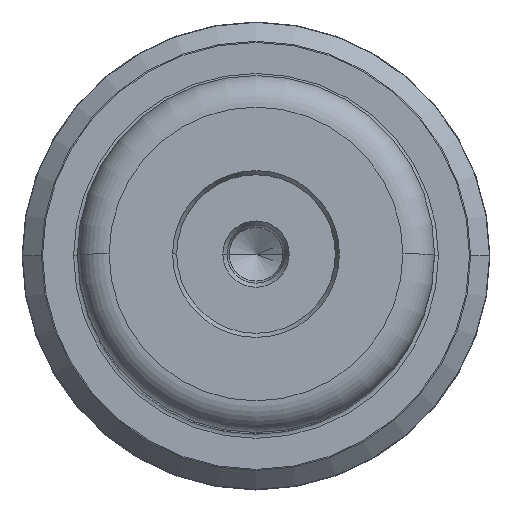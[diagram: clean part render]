
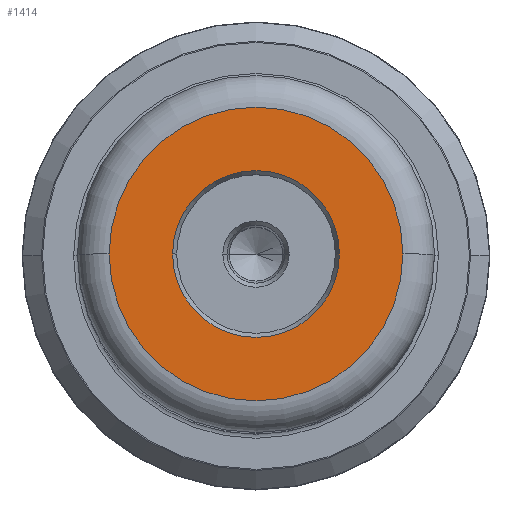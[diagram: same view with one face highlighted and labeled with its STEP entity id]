
A CAD part, top view. The second image highlights one B-rep face of the part: STEP entity #1414.
In plain terms, the highlighted planar face has unit normal (0, 0, 1).
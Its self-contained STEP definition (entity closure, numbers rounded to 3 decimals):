
#131 = DIRECTION ( 'NONE',  ( 1., 0., 0. ) ) ;
#156 = AXIS2_PLACEMENT_3D ( 'NONE', #1113, #3005, #131 ) ;
#309 = DIRECTION ( 'NONE',  ( 0., 0., -1. ) ) ;
#368 = AXIS2_PLACEMENT_3D ( 'NONE', #1237, #309, #2830 ) ;
#373 = AXIS2_PLACEMENT_3D ( 'NONE', #1653, #2859, #2537 ) ;
#444 = VERTEX_POINT ( 'NONE', #3487 ) ;
#468 = FACE_OUTER_BOUND ( 'NONE', #3782, .T. ) ;
#502 = ORIENTED_EDGE ( 'NONE', *, *, #3611, .T. ) ;
#551 = DIRECTION ( 'NONE',  ( 0., 0., -1. ) ) ;
#790 = ORIENTED_EDGE ( 'NONE', *, *, #3625, .T. ) ;
#1025 = CARTESIAN_POINT ( 'NONE',  ( -10.521, 0., 182. ) ) ;
#1113 = CARTESIAN_POINT ( 'NONE',  ( 0., 0., 182. ) ) ;
#1237 = CARTESIAN_POINT ( 'NONE',  ( 0., 0., 182. ) ) ;
#1404 = VERTEX_POINT ( 'NONE', #2337 ) ;
#1414 = ADVANCED_FACE ( 'NONE', ( #3939, #468 ), #2926, .T. ) ;
#1470 = ORIENTED_EDGE ( 'NONE', *, *, #3403, .T. ) ;
#1544 = CARTESIAN_POINT ( 'NONE',  ( 0., 0., 182. ) ) ;
#1653 = CARTESIAN_POINT ( 'NONE',  ( 0., 0., 182. ) ) ;
#1810 = CIRCLE ( 'NONE', #368, 10.521 ) ;
#1945 = AXIS2_PLACEMENT_3D ( 'NONE', #3985, #551, #3070 ) ;
#2109 = VERTEX_POINT ( 'NONE', #1025 ) ;
#2337 = CARTESIAN_POINT ( 'NONE',  ( 18.514, 0., 182. ) ) ;
#2537 = DIRECTION ( 'NONE',  ( 1., 0., 0. ) ) ;
#2540 = AXIS2_PLACEMENT_3D ( 'NONE', #1544, #3670, #3376 ) ;
#2606 = VERTEX_POINT ( 'NONE', #3140 ) ;
#2610 = CIRCLE ( 'NONE', #1945, 10.521 ) ;
#2830 = DIRECTION ( 'NONE',  ( 1., 0., 0. ) ) ;
#2859 = DIRECTION ( 'NONE',  ( 0., 0., 1. ) ) ;
#2926 = PLANE ( 'NONE',  #156 ) ;
#3005 = DIRECTION ( 'NONE',  ( 0., 0., 1. ) ) ;
#3070 = DIRECTION ( 'NONE',  ( 1., 0., 0. ) ) ;
#3140 = CARTESIAN_POINT ( 'NONE',  ( 10.521, 0., 182. ) ) ;
#3333 = CIRCLE ( 'NONE', #373, 18.514 ) ;
#3376 = DIRECTION ( 'NONE',  ( 1., 0., 0. ) ) ;
#3403 = EDGE_CURVE ( 'NONE', #444, #1404, #3333, .T. ) ;
#3453 = ORIENTED_EDGE ( 'NONE', *, *, #3893, .T. ) ;
#3487 = CARTESIAN_POINT ( 'NONE',  ( -18.514, 0., 182. ) ) ;
#3611 = EDGE_CURVE ( 'NONE', #1404, #444, #3729, .T. ) ;
#3625 = EDGE_CURVE ( 'NONE', #2109, #2606, #2610, .T. ) ;
#3670 = DIRECTION ( 'NONE',  ( 0., 0., 1. ) ) ;
#3722 = EDGE_LOOP ( 'NONE', ( #3453, #790 ) ) ;
#3729 = CIRCLE ( 'NONE', #2540, 18.514 ) ;
#3782 = EDGE_LOOP ( 'NONE', ( #502, #1470 ) ) ;
#3893 = EDGE_CURVE ( 'NONE', #2606, #2109, #1810, .T. ) ;
#3939 = FACE_BOUND ( 'NONE', #3722, .T. ) ;
#3985 = CARTESIAN_POINT ( 'NONE',  ( 0., 0., 182. ) ) ;
